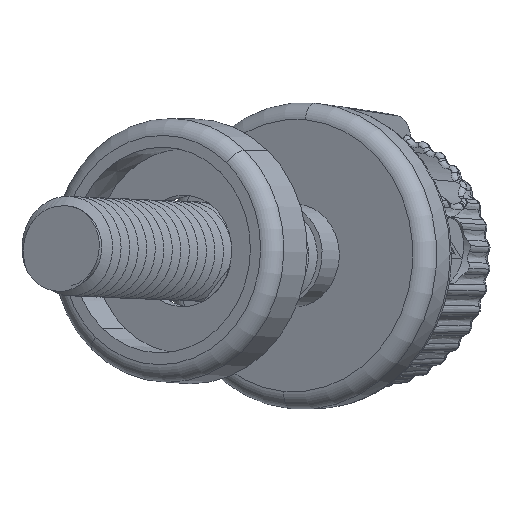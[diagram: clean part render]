
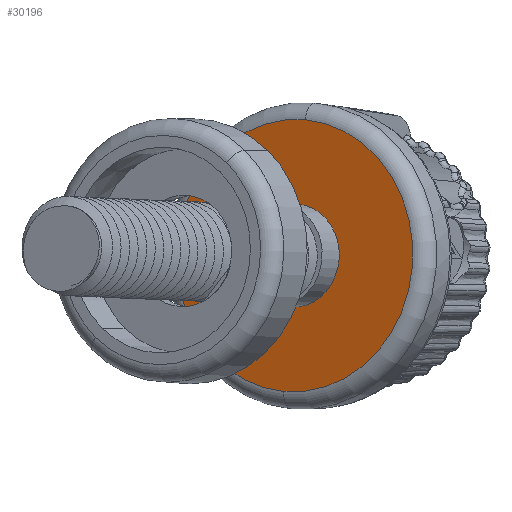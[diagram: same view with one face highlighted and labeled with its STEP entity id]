
A CAD part, front view. The second image highlights one B-rep face of the part: STEP entity #30196.
In plain terms, the highlighted face is planar.
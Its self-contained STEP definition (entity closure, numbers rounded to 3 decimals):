
#3787 = DIRECTION ( 'NONE',  ( 0., -1., 0. ) ) ;
#6203 = VERTEX_POINT ( 'NONE', #11116 ) ;
#7426 = DIRECTION ( 'NONE',  ( 0., 0., -1. ) ) ;
#8426 = CIRCLE ( 'NONE', #18902, 7.946 ) ;
#9232 = DIRECTION ( 'NONE',  ( 0., 0., -1. ) ) ;
#11116 = CARTESIAN_POINT ( 'NONE',  ( 0., 0., -7.946 ) ) ;
#11203 = EDGE_CURVE ( 'NONE', #23554, #52956, #45960, .T. ) ;
#11600 = DIRECTION ( 'NONE',  ( 0., -1., 0. ) ) ;
#12214 = CIRCLE ( 'NONE', #59005, 3. ) ;
#12411 = CARTESIAN_POINT ( 'NONE',  ( 0., 0., 0. ) ) ;
#13642 = CARTESIAN_POINT ( 'NONE',  ( 0., 0., 0. ) ) ;
#16996 = CIRCLE ( 'NONE', #50394, 7.946 ) ;
#17497 = CARTESIAN_POINT ( 'NONE',  ( 0., 0., 3. ) ) ;
#18055 = AXIS2_PLACEMENT_3D ( 'NONE', #26884, #45993, #9232 ) ;
#18082 = EDGE_CURVE ( 'NONE', #6203, #25600, #8426, .T. ) ;
#18810 = ORIENTED_EDGE ( 'NONE', *, *, #26875, .T. ) ;
#18902 = AXIS2_PLACEMENT_3D ( 'NONE', #13642, #3787, #39670 ) ;
#19225 = EDGE_CURVE ( 'NONE', #52956, #23554, #12214, .T. ) ;
#19465 = ORIENTED_EDGE ( 'NONE', *, *, #18082, .T. ) ;
#23554 = VERTEX_POINT ( 'NONE', #46887 ) ;
#23696 = EDGE_LOOP ( 'NONE', ( #40693, #49288 ) ) ;
#23804 = CARTESIAN_POINT ( 'NONE',  ( 0., 0., 0. ) ) ;
#25600 = VERTEX_POINT ( 'NONE', #25777 ) ;
#25777 = CARTESIAN_POINT ( 'NONE',  ( 0., 0., 7.946 ) ) ;
#26875 = EDGE_CURVE ( 'NONE', #25600, #6203, #16996, .T. ) ;
#26884 = CARTESIAN_POINT ( 'NONE',  ( -12.12, 0., -8.956 ) ) ;
#27770 = FACE_BOUND ( 'NONE', #23696, .T. ) ;
#28064 = PLANE ( 'NONE',  #18055 ) ;
#28984 = EDGE_LOOP ( 'NONE', ( #18810, #19465 ) ) ;
#30196 = ADVANCED_FACE ( 'NONE', ( #27770, #35859 ), #28064, .T. ) ;
#35859 = FACE_OUTER_BOUND ( 'NONE', #28984, .T. ) ;
#39670 = DIRECTION ( 'NONE',  ( 0., 0., 1. ) ) ;
#40693 = ORIENTED_EDGE ( 'NONE', *, *, #19225, .F. ) ;
#45960 = CIRCLE ( 'NONE', #47862, 3. ) ;
#45993 = DIRECTION ( 'NONE',  ( 0., -1., 0. ) ) ;
#46887 = CARTESIAN_POINT ( 'NONE',  ( 0., 0., -3. ) ) ;
#47672 = DIRECTION ( 'NONE',  ( 0., 0., 1. ) ) ;
#47862 = AXIS2_PLACEMENT_3D ( 'NONE', #57018, #11600, #7426 ) ;
#49288 = ORIENTED_EDGE ( 'NONE', *, *, #11203, .F. ) ;
#50394 = AXIS2_PLACEMENT_3D ( 'NONE', #12411, #53058, #47672 ) ;
#51005 = DIRECTION ( 'NONE',  ( 0., -1., 0. ) ) ;
#52383 = DIRECTION ( 'NONE',  ( 0., 0., -1. ) ) ;
#52956 = VERTEX_POINT ( 'NONE', #17497 ) ;
#53058 = DIRECTION ( 'NONE',  ( 0., -1., 0. ) ) ;
#57018 = CARTESIAN_POINT ( 'NONE',  ( 0., 0., 0. ) ) ;
#59005 = AXIS2_PLACEMENT_3D ( 'NONE', #23804, #51005, #52383 ) ;
